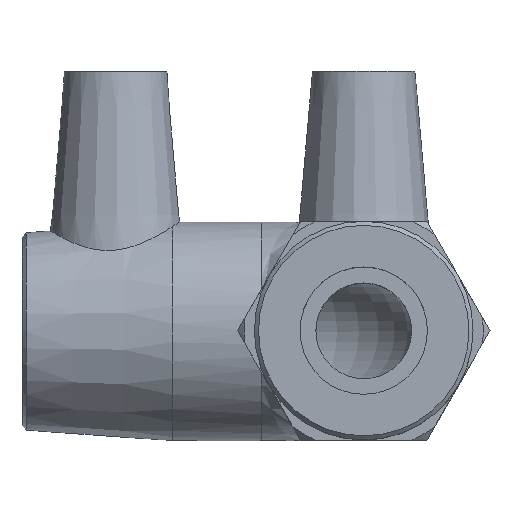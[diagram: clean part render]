
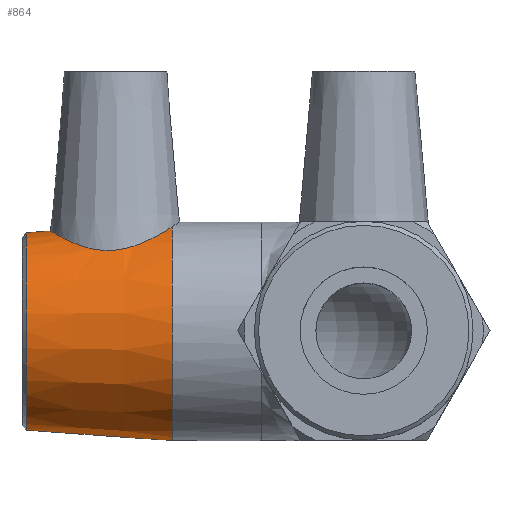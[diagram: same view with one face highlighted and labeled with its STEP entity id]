
A CAD part, top view. The second image highlights one B-rep face of the part: STEP entity #864.
In plain terms, the highlighted conical face has half-angle 4.16 degrees and reference radius 15.2 mm.
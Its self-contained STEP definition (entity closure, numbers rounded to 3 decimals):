
#18=B_SPLINE_CURVE_WITH_KNOTS('',3,(#1491,#1492,#1493,#1494,#1495,#1496,
#1497,#1498,#1499,#1500,#1501,#1502,#1503,#1504,#1505,#1506,#1507,#1508,
#1509,#1510,#1511,#1512,#1513,#1514,#1515,#1516,#1517,#1518),
 .UNSPECIFIED.,.F.,.F.,(4,2,2,2,2,2,2,2,2,2,2,2,2,4),(0.,0.181,
0.362,0.724,1.086,1.448,1.811,
2.173,2.535,2.716,2.897,3.298,
3.699,3.998),.UNSPECIFIED.);
#19=B_SPLINE_CURVE_WITH_KNOTS('',3,(#1521,#1522,#1523,#1524,#1525,#1526,
#1527,#1528),.UNSPECIFIED.,.F.,.F.,(4,2,2,4),(-1.101,-0.802,
-0.401,0.),.UNSPECIFIED.);
#42=FACE_BOUND('',#243,.T.);
#171=FACE_OUTER_BOUND('',#242,.T.);
#242=EDGE_LOOP('',(#676,#677,#678));
#243=EDGE_LOOP('',(#679));
#339=CIRCLE('',#955,14.444);
#340=CIRCLE('',#957,16.);
#446=VERTEX_POINT('',#1486);
#447=VERTEX_POINT('',#1489);
#448=VERTEX_POINT('',#1490);
#449=VERTEX_POINT('',#1519);
#543=EDGE_CURVE('',#446,#446,#339,.T.);
#544=EDGE_CURVE('',#447,#448,#18,.T.);
#545=EDGE_CURVE('',#449,#448,#340,.T.);
#546=EDGE_CURVE('',#449,#447,#19,.T.);
#676=ORIENTED_EDGE('',*,*,#544,.T.);
#677=ORIENTED_EDGE('',*,*,#545,.F.);
#678=ORIENTED_EDGE('',*,*,#546,.T.);
#679=ORIENTED_EDGE('',*,*,#543,.F.);
#832=CONICAL_SURFACE('',#956,15.2,4.16);
#864=ADVANCED_FACE('',(#171,#42),#832,.T.);
#955=AXIS2_PLACEMENT_3D('',#1487,#1139,#1140);
#956=AXIS2_PLACEMENT_3D('',#1488,#1141,#1142);
#957=AXIS2_PLACEMENT_3D('',#1520,#1143,#1144);
#1139=DIRECTION('center_axis',(-1.,0.,0.));
#1140=DIRECTION('ref_axis',(0.,-1.,0.));
#1141=DIRECTION('center_axis',(1.,0.,0.));
#1142=DIRECTION('ref_axis',(0.,1.,0.));
#1143=DIRECTION('center_axis',(1.,0.,0.));
#1144=DIRECTION('ref_axis',(0.,0.,-1.));
#1486=CARTESIAN_POINT('',(-49.402,14.444,0.));
#1487=CARTESIAN_POINT('Origin',(-49.402,0.,0.));
#1488=CARTESIAN_POINT('Origin',(-39.,0.,0.));
#1489=CARTESIAN_POINT('',(-36.8,11.848,9.775));
#1490=CARTESIAN_POINT('',(-28.,15.328,-4.588));
#1491=CARTESIAN_POINT('Ctrl Pts',(-36.8,11.848,9.775));
#1492=CARTESIAN_POINT('Ctrl Pts',(-37.402,11.814,9.747));
#1493=CARTESIAN_POINT('Ctrl Pts',(-38.015,11.831,9.658));
#1494=CARTESIAN_POINT('Ctrl Pts',(-39.214,11.962,9.354));
#1495=CARTESIAN_POINT('Ctrl Pts',(-39.802,12.076,9.14));
#1496=CARTESIAN_POINT('Ctrl Pts',(-41.471,12.511,8.334));
#1497=CARTESIAN_POINT('Ctrl Pts',(-42.461,12.921,7.572));
#1498=CARTESIAN_POINT('Ctrl Pts',(-44.016,13.653,5.876));
#1499=CARTESIAN_POINT('Ctrl Pts',(-44.695,14.031,4.816));
#1500=CARTESIAN_POINT('Ctrl Pts',(-45.607,14.558,2.482));
#1501=CARTESIAN_POINT('Ctrl Pts',(-45.838,14.703,1.207));
#1502=CARTESIAN_POINT('Ctrl Pts',(-45.838,14.703,-1.207));
#1503=CARTESIAN_POINT('Ctrl Pts',(-45.607,14.558,-2.482));
#1504=CARTESIAN_POINT('Ctrl Pts',(-44.695,14.031,-4.816));
#1505=CARTESIAN_POINT('Ctrl Pts',(-44.016,13.653,-5.876));
#1506=CARTESIAN_POINT('Ctrl Pts',(-42.461,12.921,-7.572));
#1507=CARTESIAN_POINT('Ctrl Pts',(-41.471,12.511,-8.334));
#1508=CARTESIAN_POINT('Ctrl Pts',(-39.802,12.076,-9.14));
#1509=CARTESIAN_POINT('Ctrl Pts',(-39.214,11.962,-9.354));
#1510=CARTESIAN_POINT('Ctrl Pts',(-38.015,11.831,-9.658));
#1511=CARTESIAN_POINT('Ctrl Pts',(-37.402,11.814,-9.747));
#1512=CARTESIAN_POINT('Ctrl Pts',(-35.467,11.923,-9.837));
#1513=CARTESIAN_POINT('Ctrl Pts',(-34.111,12.263,-9.594));
#1514=CARTESIAN_POINT('Ctrl Pts',(-31.667,13.199,-8.59));
#1515=CARTESIAN_POINT('Ctrl Pts',(-30.573,13.777,-7.827));
#1516=CARTESIAN_POINT('Ctrl Pts',(-29.058,14.651,-6.282));
#1517=CARTESIAN_POINT('Ctrl Pts',(-28.464,15.025,-5.482));
#1518=CARTESIAN_POINT('Ctrl Pts',(-28.,15.328,-4.588));
#1519=CARTESIAN_POINT('',(-28.,15.328,4.588));
#1520=CARTESIAN_POINT('Origin',(-28.,0.,0.));
#1521=CARTESIAN_POINT('Ctrl Pts',(-28.,15.328,4.588));
#1522=CARTESIAN_POINT('Ctrl Pts',(-28.464,15.025,5.482));
#1523=CARTESIAN_POINT('Ctrl Pts',(-29.058,14.651,6.282));
#1524=CARTESIAN_POINT('Ctrl Pts',(-30.573,13.777,7.827));
#1525=CARTESIAN_POINT('Ctrl Pts',(-31.667,13.199,8.59));
#1526=CARTESIAN_POINT('Ctrl Pts',(-34.111,12.263,9.594));
#1527=CARTESIAN_POINT('Ctrl Pts',(-35.467,11.923,9.837));
#1528=CARTESIAN_POINT('Ctrl Pts',(-36.8,11.848,9.775));
